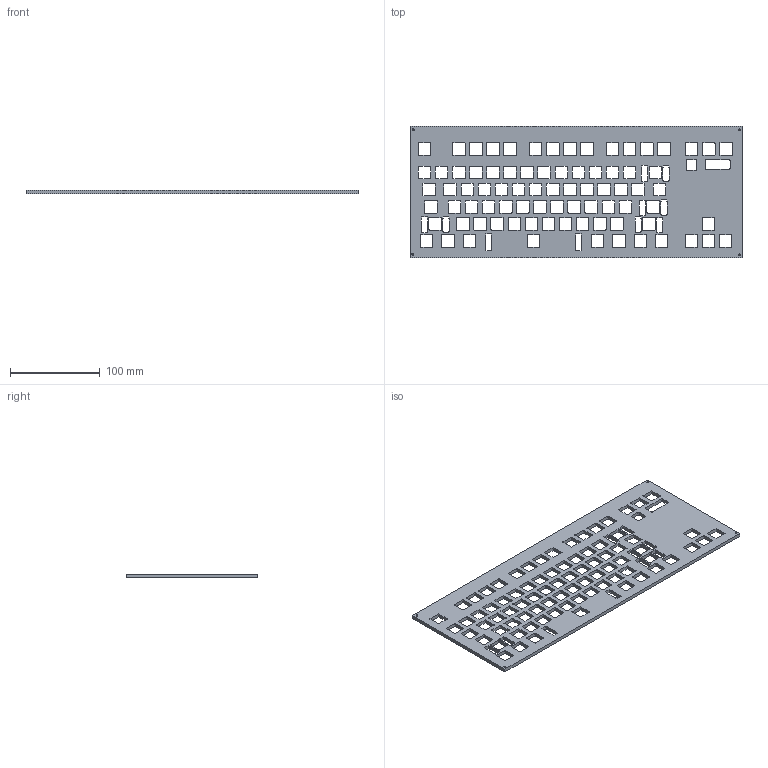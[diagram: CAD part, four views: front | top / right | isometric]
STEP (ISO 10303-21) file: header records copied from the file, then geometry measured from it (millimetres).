
FILE_DESCRIPTION(/* description */ (''),/* implementation_level */ '2;1');
FILE_NAME(/* name */ 'NewTopPart.step',/* time_stamp */ '2026-02-19T13:56:15+05:30',/* author */ (''),/* organization */ (''),/* preprocessor_version */ 'ST-DEVELOPER v20.1',/* originating_system */ 'Autodesk Translation Framework v14.24.0.0',/* authorisation */ '');
FILE_SCHEMA (('AUTOMOTIVE_DESIGN { 1 0 10303 214 3 1 1 }'));
Length unit declared in the file: millimetre
Products named in the file (1): 2026-02-19-13-56-14-497
Bounding box: 370.03 x 146.14 x 4 mm (x, y, z)
Volume: 146152.9 mm3; surface area: 97621.6 mm2
Topology: 1 solids, 1 shells, 794 faces, 2376 edges, 1584 vertices
Faces by surface type: plane 418, cylinder 376
Full cylindrical faces by diameter (mm): 2 x4
Entity records: 27333 total; most frequent: CARTESIAN_POINT 4755, ORIENTED_EDGE 4752, DIRECTION 4718, EDGE_CURVE 2376, LINE 1624, VECTOR 1624, VERTEX_POINT 1584, AXIS2_PLACEMENT_3D 1547
